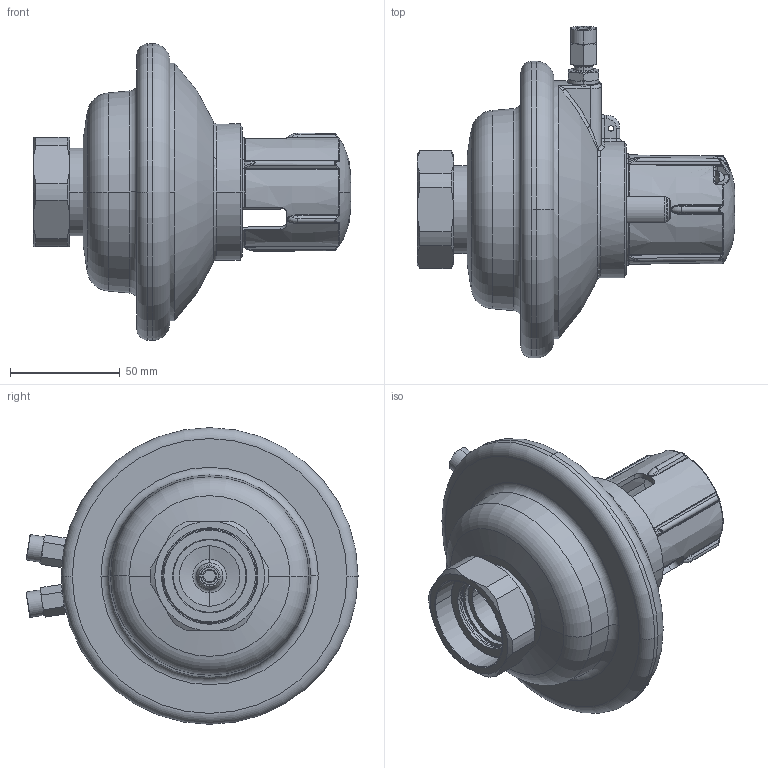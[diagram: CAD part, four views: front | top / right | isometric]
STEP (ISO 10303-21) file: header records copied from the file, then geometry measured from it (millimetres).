
FILE_DESCRIPTION((''),'2;1');
FILE_NAME('003H6833_ASM','2015-04-09T',('u317927'),('Danfoss'),'PRO/ENGINEER BY PARAMETRIC TECHNOLOGY CORPORATION, 2014000','PRO/ENGINEER BY PARAMETRIC TECHNOLOGY CORPORATION, 2014000','');
FILE_SCHEMA(('CONFIG_CONTROL_DESIGN'));
Products named in the file (15): 88812110_ASM; 88812090_ASM; 88812010; 8883806_INST; 8883807; 8890090; 8883802; 8883519_ASM; 8883771_ASM; 5454032; 5184013; 5211524; 5191729; 8883535; 003H6833_ASM
Assembly tree (17 placements, depth 4):
  003H6833_ASM
    8883771_ASM
      88812110_ASM
      88812090_ASM
      88812010
      8883806_INST
      8883807
      8890090
      8883519_ASM
        8883802
    5454032
    5184013  x2
    5211524  x2
    5191729  x2
    8883535
Bounding box: 144.49 x 151.18 x 135.1 mm (x, y, z)
Volume: 231237.5 mm3; surface area: 140203.3 mm2
Topology: 13 solids, 24 shells, 1084 faces, 2660 edges, 1640 vertices
Faces by surface type: plane 365, cylinder 255, cone 217, torus 129, bspline 105, sphere 13
Entity records: 35442 total; most frequent: CARTESIAN_POINT 12832, ORIENTED_EDGE 4842, DIRECTION 4503, EDGE_CURVE 2437, AXIS2_PLACEMENT_3D 1904, VERTEX_POINT 1508, EDGE_LOOP 1051, FACE_OUTER_BOUND 985
